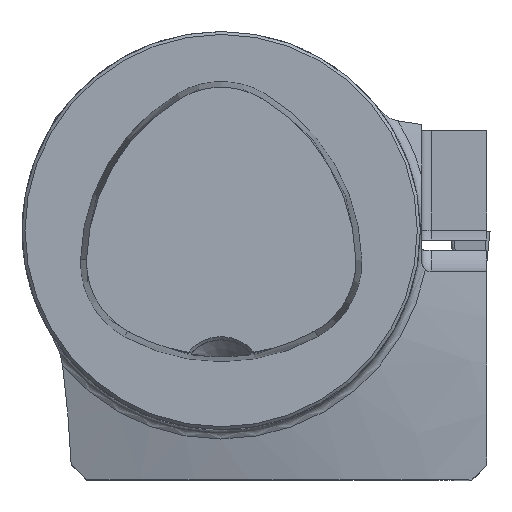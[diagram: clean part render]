
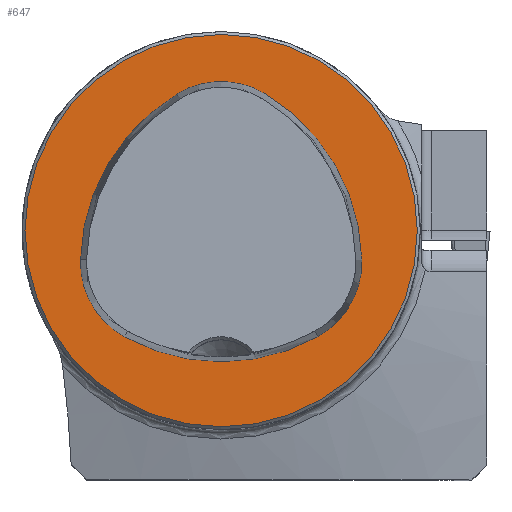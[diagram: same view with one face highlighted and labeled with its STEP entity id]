
A CAD part, top view. The second image highlights one B-rep face of the part: STEP entity #647.
In plain terms, the highlighted planar face has unit normal (0, 0, 1).
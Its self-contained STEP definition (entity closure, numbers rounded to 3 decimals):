
#110=FACE_BOUND('',#890,.T.);
#111=FACE_BOUND('',#891,.T.);
#178=PLANE('',#2345);
#647=ADVANCED_FACE('CU_FL_N1_SU_1',(#110,#111),#178,.T.);
#890=EDGE_LOOP('',(#1244,#1245,#1246,#1247,#1248,#1249));
#891=EDGE_LOOP('',(#1250));
#995=CIRCLE('',#2336,20.063);
#997=CIRCLE('',#2339,20.063);
#998=CIRCLE('',#2340,8.563);
#999=CIRCLE('',#2341,8.563);
#1000=CIRCLE('',#2342,20.063);
#1001=CIRCLE('',#2343,8.563);
#1002=CIRCLE('',#2344,19.7);
#1244=ORIENTED_EDGE('',*,*,#2022,.F.);
#1245=ORIENTED_EDGE('',*,*,#2023,.F.);
#1246=ORIENTED_EDGE('',*,*,#2015,.F.);
#1247=ORIENTED_EDGE('',*,*,#2024,.F.);
#1248=ORIENTED_EDGE('',*,*,#2025,.F.);
#1249=ORIENTED_EDGE('',*,*,#2026,.F.);
#1250=ORIENTED_EDGE('',*,*,#2027,.T.);
#1778=VERTEX_POINT('',#3771);
#1779=VERTEX_POINT('',#3773);
#1785=VERTEX_POINT('',#3805);
#1786=VERTEX_POINT('',#3806);
#1787=VERTEX_POINT('',#3809);
#1788=VERTEX_POINT('',#3811);
#1789=VERTEX_POINT('',#3814);
#2015=EDGE_CURVE('',#1778,#1779,#995,.T.);
#2022=EDGE_CURVE('',#1785,#1786,#997,.T.);
#2023=EDGE_CURVE('',#1779,#1785,#998,.T.);
#2024=EDGE_CURVE('',#1787,#1778,#999,.T.);
#2025=EDGE_CURVE('',#1788,#1787,#1000,.T.);
#2026=EDGE_CURVE('',#1786,#1788,#1001,.T.);
#2027=EDGE_CURVE('',#1789,#1789,#1002,.T.);
#2336=AXIS2_PLACEMENT_3D('',#3772,#2672,#2673);
#2339=AXIS2_PLACEMENT_3D('',#3804,#2679,#2680);
#2340=AXIS2_PLACEMENT_3D('',#3807,#2681,#2682);
#2341=AXIS2_PLACEMENT_3D('',#3808,#2683,#2684);
#2342=AXIS2_PLACEMENT_3D('',#3810,#2685,#2686);
#2343=AXIS2_PLACEMENT_3D('',#3812,#2687,#2688);
#2344=AXIS2_PLACEMENT_3D('',#3813,#2689,#2690);
#2345=AXIS2_PLACEMENT_3D('',#3815,#2691,#2692);
#2672=DIRECTION('',(0.,0.,1.));
#2673=DIRECTION('',(-1.,0.,0.));
#2679=DIRECTION('',(0.,0.,1.));
#2680=DIRECTION('',(-1.,0.,0.));
#2681=DIRECTION('',(0.,0.,1.));
#2682=DIRECTION('',(-1.,0.,0.));
#2683=DIRECTION('',(0.,0.,1.));
#2684=DIRECTION('',(-1.,0.,0.));
#2685=DIRECTION('',(0.,0.,1.));
#2686=DIRECTION('',(-1.,0.,0.));
#2687=DIRECTION('',(0.,0.,1.));
#2688=DIRECTION('',(-1.,0.,0.));
#2689=DIRECTION('',(0.,0.,1.));
#2690=DIRECTION('',(-1.,0.,0.));
#2691=DIRECTION('',(0.,0.,1.));
#2692=DIRECTION('',(-1.,0.,0.));
#3771=CARTESIAN_POINT('',(-9.704,-10.66,0.));
#3772=CARTESIAN_POINT('',(0.,6.9,0.));
#3773=CARTESIAN_POINT('',(9.704,-10.66,0.));
#3804=CARTESIAN_POINT('',(-5.934,-3.451,0.));
#3805=CARTESIAN_POINT('',(14.123,-2.953,0.));
#3806=CARTESIAN_POINT('',(4.418,13.735,0.));
#3807=CARTESIAN_POINT('',(5.562,-3.165,0.));
#3808=CARTESIAN_POINT('',(-5.562,-3.165,0.));
#3809=CARTESIAN_POINT('',(-14.123,-2.953,0.));
#3810=CARTESIAN_POINT('',(5.934,-3.451,0.));
#3811=CARTESIAN_POINT('',(-4.418,13.735,0.));
#3812=CARTESIAN_POINT('',(0.,6.4,0.));
#3813=CARTESIAN_POINT('',(0.,0.,0.));
#3814=CARTESIAN_POINT('',(-19.7,0.,0.));
#3815=CARTESIAN_POINT('',(0.,0.,0.));
